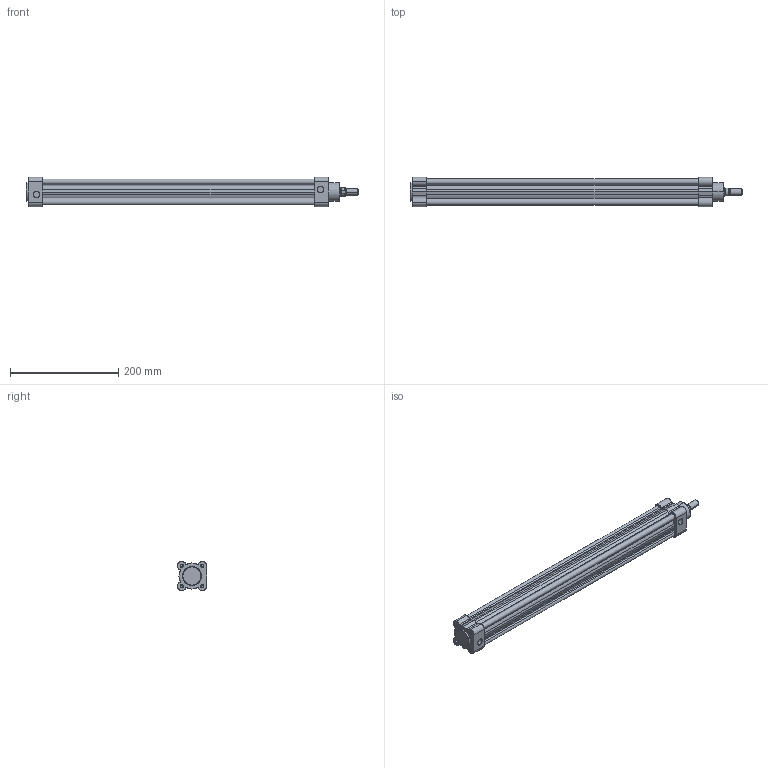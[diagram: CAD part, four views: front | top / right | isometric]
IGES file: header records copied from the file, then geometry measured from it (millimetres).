
Start section: SolidWorks IGES file using analytic representation for surfaces
Global section: file name: PNC 40-450   CYLINDER.IGS; native system: SolidWorks 2010; preprocessor: SolidWorks 2010; author: HASAN; date: 100803.141552; units: millimetre
Bounding box: 613 x 53.99 x 54 mm (x, y, z)
Surface area: 262097.1 mm2 (no closed solid volume)
Topology: 0 solids, 0 shells, 208 faces, 3576 edges, 3568 vertices
Faces by surface type: revolution 138, bspline 70
